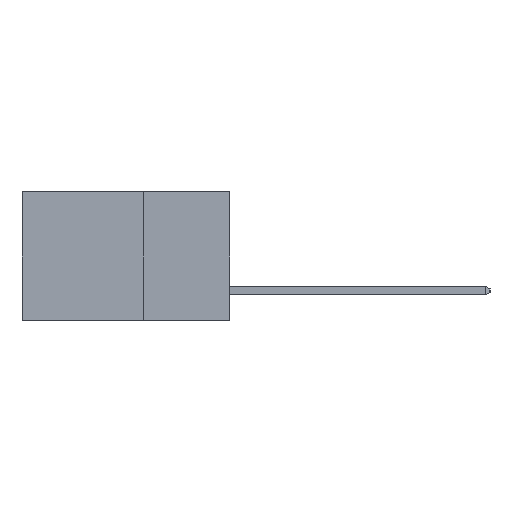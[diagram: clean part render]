
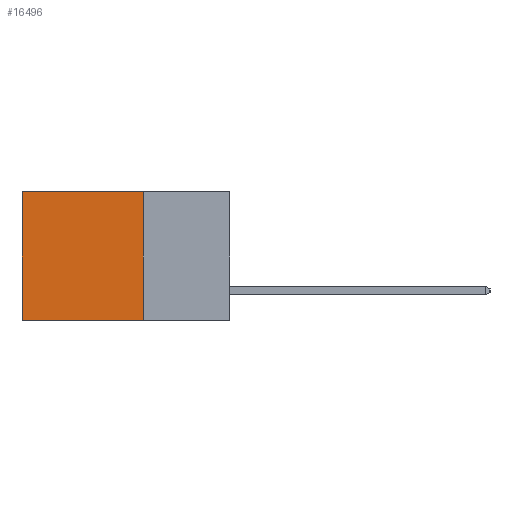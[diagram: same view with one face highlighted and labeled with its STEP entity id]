
A CAD part, left-side view. The second image highlights one B-rep face of the part: STEP entity #16496.
In plain terms, the highlighted planar face has unit normal (-1, 0, 0).
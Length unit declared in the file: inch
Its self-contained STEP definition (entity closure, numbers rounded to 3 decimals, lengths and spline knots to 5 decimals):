
#246 = CARTESIAN_POINT ( 'NONE',  ( 0.2615, 0.25, -0.37 ) ) ;
#464 = DIRECTION ( 'NONE',  ( 0., 0., -1. ) ) ;
#889 = LINE ( 'NONE', #10041, #13497 ) ;
#903 = DIRECTION ( 'NONE',  ( 1., 0., 0. ) ) ;
#997 = ORIENTED_EDGE ( 'NONE', *, *, #15278, .T. ) ;
#1367 = CARTESIAN_POINT ( 'NONE',  ( 0.2615, 0.25, 0. ) ) ;
#1764 = VECTOR ( 'NONE', #8171, 39.37008 ) ;
#2503 = AXIS2_PLACEMENT_3D ( 'NONE', #10819, #903, #12431 ) ;
#3774 = VECTOR ( 'NONE', #10274, 39.37008 ) ;
#5592 = LINE ( 'NONE', #8044, #1764 ) ;
#7024 = CARTESIAN_POINT ( 'NONE',  ( 0.2615, 0.6, -0.37 ) ) ;
#8023 = EDGE_CURVE ( 'NONE', #19883, #16025, #5592, .T. ) ;
#8044 = CARTESIAN_POINT ( 'NONE',  ( 0.2615, 0.25, -0.37 ) ) ;
#8171 = DIRECTION ( 'NONE',  ( 0., 1., 0. ) ) ;
#8545 = VERTEX_POINT ( 'NONE', #17665 ) ;
#10041 = CARTESIAN_POINT ( 'NONE',  ( 0.2615, 0.6, -0.37 ) ) ;
#10079 = CARTESIAN_POINT ( 'NONE',  ( 0.2615, 0.25, -0.37 ) ) ;
#10274 = DIRECTION ( 'NONE',  ( 0., 1., 0. ) ) ;
#10446 = VECTOR ( 'NONE', #464, 39.37008 ) ;
#10819 = CARTESIAN_POINT ( 'NONE',  ( 0.2615, 0.25, -0.37 ) ) ;
#10971 = EDGE_CURVE ( 'NONE', #19221, #19883, #11483, .T. ) ;
#10999 = DIRECTION ( 'NONE',  ( 0., 0., -1. ) ) ;
#11174 = ORIENTED_EDGE ( 'NONE', *, *, #10971, .F. ) ;
#11483 = LINE ( 'NONE', #246, #10446 ) ;
#12431 = DIRECTION ( 'NONE',  ( 0., 0., -1. ) ) ;
#12574 = LINE ( 'NONE', #16659, #3774 ) ;
#13438 = FACE_OUTER_BOUND ( 'NONE', #17813, .T. ) ;
#13497 = VECTOR ( 'NONE', #10999, 39.37008 ) ;
#14151 = ORIENTED_EDGE ( 'NONE', *, *, #20504, .T. ) ;
#15278 = EDGE_CURVE ( 'NONE', #8545, #16025, #889, .T. ) ;
#16025 = VERTEX_POINT ( 'NONE', #7024 ) ;
#16463 = ORIENTED_EDGE ( 'NONE', *, *, #8023, .F. ) ;
#16496 = ADVANCED_FACE ( 'NONE', ( #13438 ), #18762, .F. ) ;
#16659 = CARTESIAN_POINT ( 'NONE',  ( 0.2615, 0.25, 0. ) ) ;
#17665 = CARTESIAN_POINT ( 'NONE',  ( 0.2615, 0.6, 0. ) ) ;
#17813 = EDGE_LOOP ( 'NONE', ( #997, #16463, #11174, #14151 ) ) ;
#18762 = PLANE ( 'NONE',  #2503 ) ;
#19221 = VERTEX_POINT ( 'NONE', #1367 ) ;
#19883 = VERTEX_POINT ( 'NONE', #10079 ) ;
#20504 = EDGE_CURVE ( 'NONE', #19221, #8545, #12574, .T. ) ;
